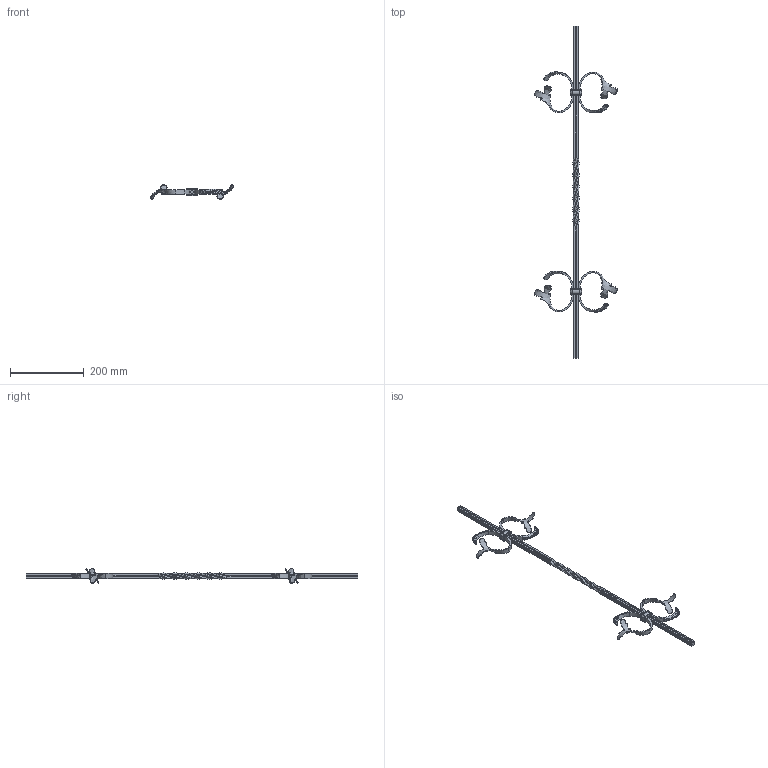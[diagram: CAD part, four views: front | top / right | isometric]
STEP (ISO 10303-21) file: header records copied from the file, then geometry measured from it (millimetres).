
FILE_DESCRIPTION (( 'STEP AP203' ), '1' );
FILE_NAME ('1501.STEP', '2023-06-30T11:19:20', ( '' ), ( '' ), 'SwSTEP 2.0', 'SolidWorks 2018', '' );
FILE_SCHEMA (( 'CONFIG_CONTROL_DESIGN' ));
Products named in the file (1): 1501
Bounding box: 225.63 x 900 x 40.17 mm (x, y, z)
Volume: 178177.2 mm3; surface area: 96834.8 mm2
Topology: 7 solids, 7 shells, 729 faces, 1786 edges, 1076 vertices
Faces by surface type: bspline 294, plane 269, cylinder 110, torus 56
Entity records: 48508 total; most frequent: CARTESIAN_POINT 33493, ORIENTED_EDGE 3556, DIRECTION 2244, EDGE_CURVE 1778, VERTEX_POINT 1076, VECTOR 852, LINE 852, EDGE_LOOP 746
